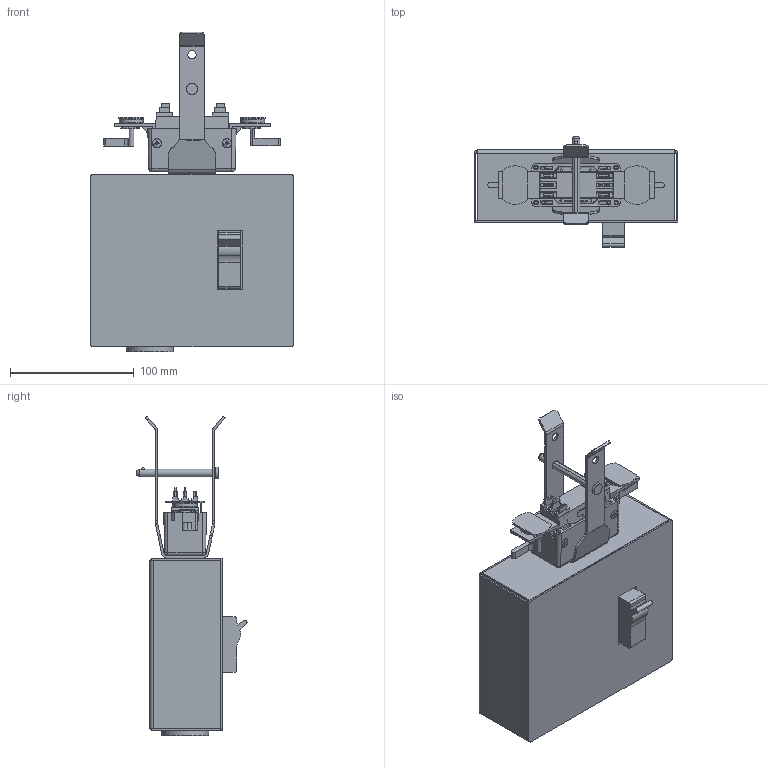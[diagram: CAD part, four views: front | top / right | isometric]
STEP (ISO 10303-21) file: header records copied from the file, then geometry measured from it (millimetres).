
FILE_DESCRIPTION(/* description */ (''),/* implementation_level */ '2;1');
FILE_NAME(/* name */ 'BusductDrop_busSTRUT_MD40-2-120-CB15-OB-ST-(F).stp',/* time_stamp */ '2024-10-23T15:44:08+03:00',/* author */ ('fkris'),/* organization */ (''),/* preprocessor_version */ 'ST-DEVELOPER v18.1',/* originating_system */ 'Autodesk Inventor 2021',/* authorisation */ '');
FILE_SCHEMA (('AUTOMOTIVE_DESIGN { 1 0 10303 214 3 1 1 }'));
Length unit declared in the file: foot
Products named in the file (37): BusductDrop_busSTRUT_MD40-2-120-CB15-OB-ST-(F); BusductDrop_busSTRUT_MD40-2-120-CB15-OB-ST-(F)_1_1; BusductDrop_busSTRUT_MD40-2-120-CB15-OB-ST-(F)_1; BusductDrop_busSTRUT_MD40-2-120-CB15-OB-ST-(F)_1_2; BusductDrop_busSTRUT_MD40-2-120-CB15-OB-ST-(F)_2; BusductDrop_busSTRUT_MD40-2-120-CB15-OB-ST-(F)_3; BusductDrop_busSTRUT_MD40-2-120-CB15-OB-ST-(F)_4; BusductDrop_busSTRUT_MD40-2-120-CB15-OB-ST-(F)_5; BusductDrop_busSTRUT_MD40-2-120-CB15-OB-ST-(F)_6; BusductDrop_busSTRUT_MD40-2-120-CB15-OB-ST-(F)_7; BusductDrop_busSTRUT_MD40-2-120-CB15-OB-ST-(F)_8; BusductDrop_busSTRUT_MD40-2-120-CB15-OB-ST-(F)_9; BusductDrop_busSTRUT_MD40-2-120-CB15-OB-ST-(F)_10; BusductDrop_busSTRUT_MD40-2-120-CB15-OB-ST-(F)_11; BusductDrop_busSTRUT_MD40-2-120-CB15-OB-ST-(F)_12; BusductDrop_busSTRUT_MD40-2-120-CB15-OB-ST-(F)_13; BusductDrop_busSTRUT_MD40-2-120-CB15-OB-ST-(F)_14; BusductDrop_busSTRUT_MD40-2-120-CB15-OB-ST-(F)_15; BusductDrop_busSTRUT_MD40-2-120-CB15-OB-ST-(F)_16; BusductDrop_busSTRUT_MD40-2-120-CB15-OB-ST-(F)_17; BusductDrop_busSTRUT_MD40-2-120-CB15-OB-ST-(F)_18; BusductDrop_busSTRUT_MD40-2-120-CB15-OB-ST-(F)_19; BusductDrop_busSTRUT_MD40-2-120-CB15-OB-ST-(F)_20; BusductDrop_busSTRUT_MD40-2-120-CB15-OB-ST-(F)_21; BusductDrop_busSTRUT_MD40-2-120-CB15-OB-ST-(F)_22; BusductDrop_busSTRUT_MD40-2-120-CB15-OB-ST-(F)_23; BusductDrop_busSTRUT_MD40-2-120-CB15-OB-ST-(F)_24; BusductDrop_busSTRUT_MD40-2-120-CB15-OB-ST-(F)_25; BusductDrop_busSTRUT_MD40-2-120-CB15-OB-ST-(F)_26; BusductDrop_busSTRUT_MD40-2-120-CB15-OB-ST-(F)_27; BusductDrop_busSTRUT_MD40-2-120-CB15-OB-ST-(F)_28; BusductDrop_busSTRUT_MD40-2-120-CB15-OB-ST-(F)_29; BusductDrop_busSTRUT_MD40-2-120-CB15-OB-ST-(F)_30; BusductDrop_busSTRUT_MD40-2-120-CB15-OB-ST-(F)_31; BusductDrop_busSTRUT_MD40-2-120-CB15-OB-ST-(F)_32; BusductDrop_busSTRUT_MD40-2-120-CB15-OB-ST-(F)_33; BusductDrop_busSTRUT_MD40-2-120-CB15-OB-ST-(F)_34
Assembly tree (36 placements, depth 2):
  BusductDrop_busSTRUT_MD40-2-120-CB15-OB-ST-(F)
    BusductDrop_busSTRUT_MD40-2-120-CB15-OB-ST-(F)_1_1
    BusductDrop_busSTRUT_MD40-2-120-CB15-OB-ST-(F)_1
    BusductDrop_busSTRUT_MD40-2-120-CB15-OB-ST-(F)_1_2
    BusductDrop_busSTRUT_MD40-2-120-CB15-OB-ST-(F)_2
    BusductDrop_busSTRUT_MD40-2-120-CB15-OB-ST-(F)_3
    BusductDrop_busSTRUT_MD40-2-120-CB15-OB-ST-(F)_4
    BusductDrop_busSTRUT_MD40-2-120-CB15-OB-ST-(F)_5
    BusductDrop_busSTRUT_MD40-2-120-CB15-OB-ST-(F)_6
    BusductDrop_busSTRUT_MD40-2-120-CB15-OB-ST-(F)_7
    BusductDrop_busSTRUT_MD40-2-120-CB15-OB-ST-(F)_8
    BusductDrop_busSTRUT_MD40-2-120-CB15-OB-ST-(F)_9
    BusductDrop_busSTRUT_MD40-2-120-CB15-OB-ST-(F)_10
    BusductDrop_busSTRUT_MD40-2-120-CB15-OB-ST-(F)_11
    BusductDrop_busSTRUT_MD40-2-120-CB15-OB-ST-(F)_12
    BusductDrop_busSTRUT_MD40-2-120-CB15-OB-ST-(F)_13
    BusductDrop_busSTRUT_MD40-2-120-CB15-OB-ST-(F)_14
    BusductDrop_busSTRUT_MD40-2-120-CB15-OB-ST-(F)_15
    BusductDrop_busSTRUT_MD40-2-120-CB15-OB-ST-(F)_16
    BusductDrop_busSTRUT_MD40-2-120-CB15-OB-ST-(F)_17
    BusductDrop_busSTRUT_MD40-2-120-CB15-OB-ST-(F)_18
    BusductDrop_busSTRUT_MD40-2-120-CB15-OB-ST-(F)_19
    BusductDrop_busSTRUT_MD40-2-120-CB15-OB-ST-(F)_20
    BusductDrop_busSTRUT_MD40-2-120-CB15-OB-ST-(F)_21
    BusductDrop_busSTRUT_MD40-2-120-CB15-OB-ST-(F)_22
    BusductDrop_busSTRUT_MD40-2-120-CB15-OB-ST-(F)_23
    BusductDrop_busSTRUT_MD40-2-120-CB15-OB-ST-(F)_24
    BusductDrop_busSTRUT_MD40-2-120-CB15-OB-ST-(F)_25
    BusductDrop_busSTRUT_MD40-2-120-CB15-OB-ST-(F)_26
    BusductDrop_busSTRUT_MD40-2-120-CB15-OB-ST-(F)_27
    BusductDrop_busSTRUT_MD40-2-120-CB15-OB-ST-(F)_28
    BusductDrop_busSTRUT_MD40-2-120-CB15-OB-ST-(F)_29
    BusductDrop_busSTRUT_MD40-2-120-CB15-OB-ST-(F)_30
    BusductDrop_busSTRUT_MD40-2-120-CB15-OB-ST-(F)_31
    BusductDrop_busSTRUT_MD40-2-120-CB15-OB-ST-(F)_32
    BusductDrop_busSTRUT_MD40-2-120-CB15-OB-ST-(F)_33
    BusductDrop_busSTRUT_MD40-2-120-CB15-OB-ST-(F)_34
Bounding box: 165.06 x 89.1 x 259.06 mm (x, y, z)
Volume: 272111.2 mm3; surface area: 245858.4 mm2
Topology: 41 solids, 53 shells, 1130 faces, 2514 edges, 1449 vertices
Faces by surface type: plane 632, cylinder 334, cone 114, bspline 44, sphere 6
Full cylindrical faces by diameter (mm): 3.048 x4, 4.166 x4, 6.299 x1, 6.731 x4, 8.052 x2, 9.525 x1, 12.7 x2, 15.331 x2, 19.395 x2, 20.828 x1, 22.225 x1, 38.1 x3
Entity records: 33426 total; most frequent: CARTESIAN_POINT 7365, DIRECTION 5116, ORIENTED_EDGE 4872, EDGE_CURVE 2439, LINE 1916, VECTOR 1916, AXIS2_PLACEMENT_3D 1600, VERTEX_POINT 1417
